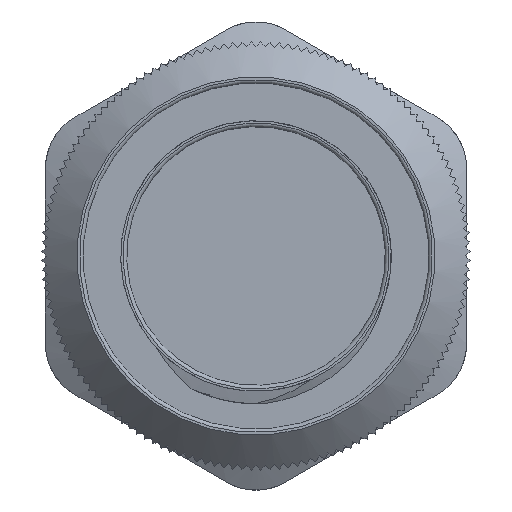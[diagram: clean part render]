
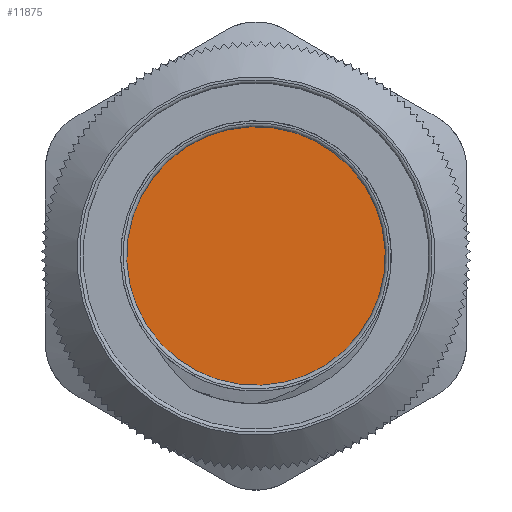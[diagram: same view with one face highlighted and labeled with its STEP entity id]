
A CAD part, front view. The second image highlights one B-rep face of the part: STEP entity #11875.
In plain terms, the highlighted planar face has unit normal (0, -1, 0).
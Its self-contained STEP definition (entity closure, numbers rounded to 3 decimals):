
#1212=PLANE('',#12540);
#1810=FACE_OUTER_BOUND('',#2448,.T.);
#2448=EDGE_LOOP('',(#7502));
#3128=CIRCLE('',#12541,17.5);
#4406=VERTEX_POINT('',#15252);
#5642=EDGE_CURVE('',#4406,#4406,#3128,.T.);
#7502=ORIENTED_EDGE('',*,*,#5642,.T.);
#11875=ADVANCED_FACE('',(#1810),#1212,.F.);
#12540=AXIS2_PLACEMENT_3D('',#15251,#13242,#13243);
#12541=AXIS2_PLACEMENT_3D('',#15253,#13244,#13245);
#13242=DIRECTION('center_axis',(0.,1.,0.));
#13243=DIRECTION('ref_axis',(0.,0.,1.));
#13244=DIRECTION('center_axis',(0.,-1.,0.));
#13245=DIRECTION('ref_axis',(0.954,0.,-0.301));
#15251=CARTESIAN_POINT('Origin',(-27.943,-36.226,-1.637));
#15252=CARTESIAN_POINT('',(-44.633,-36.226,3.625));
#15253=CARTESIAN_POINT('Origin',(-27.943,-36.226,-1.637));
